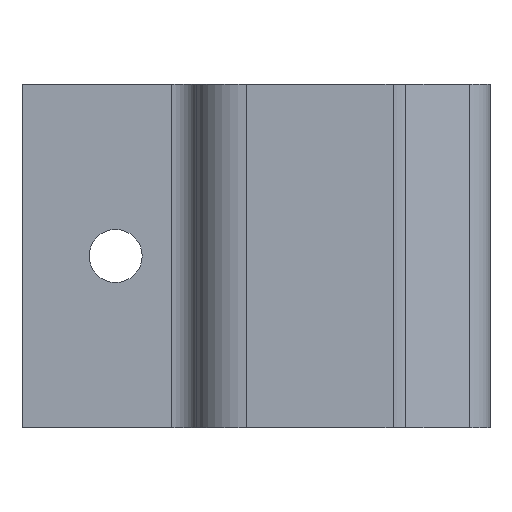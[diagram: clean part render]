
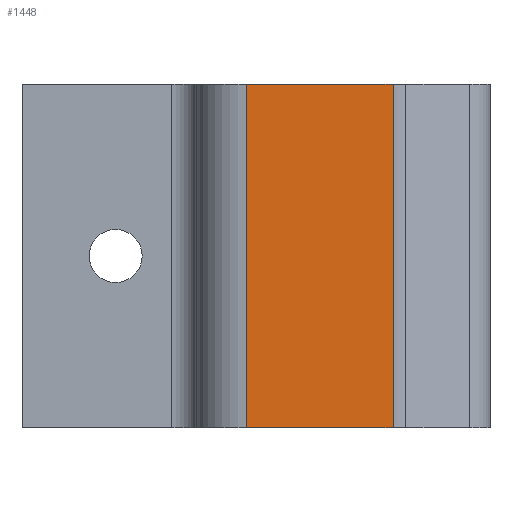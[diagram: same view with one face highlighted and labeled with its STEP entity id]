
A CAD part, left-side view. The second image highlights one B-rep face of the part: STEP entity #1448.
In plain terms, the highlighted planar face has unit normal (-1, 0, 0).
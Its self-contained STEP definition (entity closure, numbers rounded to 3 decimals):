
#58 = ORIENTED_EDGE ( 'NONE', *, *, #281, .T. ) ;
#61 = VECTOR ( 'NONE', #1351, 1000. ) ;
#135 = LINE ( 'NONE', #1097, #61 ) ;
#200 = PLANE ( 'NONE',  #420 ) ;
#239 = DIRECTION ( 'NONE',  ( 0., 1., 0. ) ) ;
#256 = CARTESIAN_POINT ( 'NONE',  ( -48.588, 125.589, 220.844 ) ) ;
#281 = EDGE_CURVE ( 'NONE', #366, #1568, #998, .T. ) ;
#283 = VECTOR ( 'NONE', #1252, 1000. ) ;
#366 = VERTEX_POINT ( 'NONE', #1166 ) ;
#420 = AXIS2_PLACEMENT_3D ( 'NONE', #950, #1213, #1074 ) ;
#464 = VECTOR ( 'NONE', #239, 1000. ) ;
#475 = VERTEX_POINT ( 'NONE', #1373 ) ;
#496 = ORIENTED_EDGE ( 'NONE', *, *, #807, .T. ) ;
#612 = ORIENTED_EDGE ( 'NONE', *, *, #1519, .T. ) ;
#668 = CARTESIAN_POINT ( 'NONE',  ( -48.588, 78.672, 220.844 ) ) ;
#728 = ORIENTED_EDGE ( 'NONE', *, *, #816, .T. ) ;
#743 = VECTOR ( 'NONE', #1046, 1000. ) ;
#744 = CARTESIAN_POINT ( 'NONE',  ( -48.588, 78.672, 220.844 ) ) ;
#780 = FACE_OUTER_BOUND ( 'NONE', #1567, .T. ) ;
#786 = CARTESIAN_POINT ( 'NONE',  ( -48.588, 125.589, 220.844 ) ) ;
#807 = EDGE_CURVE ( 'NONE', #991, #475, #957, .T. ) ;
#816 = EDGE_CURVE ( 'NONE', #1568, #991, #1403, .T. ) ;
#950 = CARTESIAN_POINT ( 'NONE',  ( -48.588, 78.672, 220.844 ) ) ;
#957 = LINE ( 'NONE', #256, #283 ) ;
#991 = VERTEX_POINT ( 'NONE', #786 ) ;
#998 = LINE ( 'NONE', #668, #743 ) ;
#1046 = DIRECTION ( 'NONE',  ( 0., 0., 1. ) ) ;
#1074 = DIRECTION ( 'NONE',  ( 0., 0., 1. ) ) ;
#1097 = CARTESIAN_POINT ( 'NONE',  ( -48.588, 78.672, 110.844 ) ) ;
#1166 = CARTESIAN_POINT ( 'NONE',  ( -48.588, 78.672, 110.844 ) ) ;
#1213 = DIRECTION ( 'NONE',  ( -1., 0., 0. ) ) ;
#1252 = DIRECTION ( 'NONE',  ( 0., 0., -1. ) ) ;
#1351 = DIRECTION ( 'NONE',  ( 0., -1., 0. ) ) ;
#1373 = CARTESIAN_POINT ( 'NONE',  ( -48.588, 125.589, 110.844 ) ) ;
#1403 = LINE ( 'NONE', #744, #464 ) ;
#1448 = ADVANCED_FACE ( 'NONE', ( #780 ), #200, .T. ) ;
#1459 = CARTESIAN_POINT ( 'NONE',  ( -48.588, 78.672, 220.844 ) ) ;
#1519 = EDGE_CURVE ( 'NONE', #475, #366, #135, .T. ) ;
#1567 = EDGE_LOOP ( 'NONE', ( #58, #728, #496, #612 ) ) ;
#1568 = VERTEX_POINT ( 'NONE', #1459 ) ;
